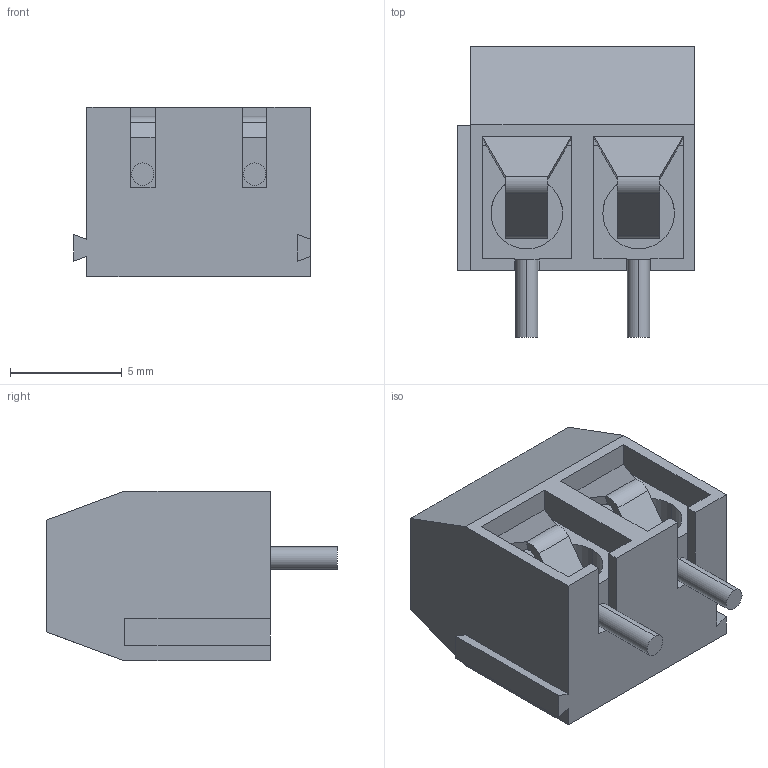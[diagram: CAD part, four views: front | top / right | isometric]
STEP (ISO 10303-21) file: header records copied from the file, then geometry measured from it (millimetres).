
FILE_DESCRIPTION (( 'STEP AP214' ), '1' );
FILE_NAME ('7D3FAEF3-DA50-4B45-ADC3-262F1D8A9C49.STEP', '2025-05-26T13:08:18', ( '' ), ( '' ), 'SwSTEP 2.0', 'SolidWorks 2022', '' );
FILE_SCHEMA (( 'AUTOMOTIVE_DESIGN' ));
Length unit declared in the file: millimetre
Products named in the file (1): 7D3FAEF3-DA50-4B45-ADC3-262F1D8A9C49
Bounding box: 10.6 x 13 x 7.6 mm (x, y, z)
Volume: 565.6 mm3; surface area: 851.5 mm2
Topology: 1 solids, 1 shells, 121 faces, 324 edges, 212 vertices
Faces by surface type: plane 95, cylinder 26
Entity records: 4347 total; most frequent: CARTESIAN_POINT 685, ORIENTED_EDGE 648, DIRECTION 614, EDGE_CURVE 324, LINE 260, VECTOR 260, VERTEX_POINT 212, AXIS2_PLACEMENT_3D 177
